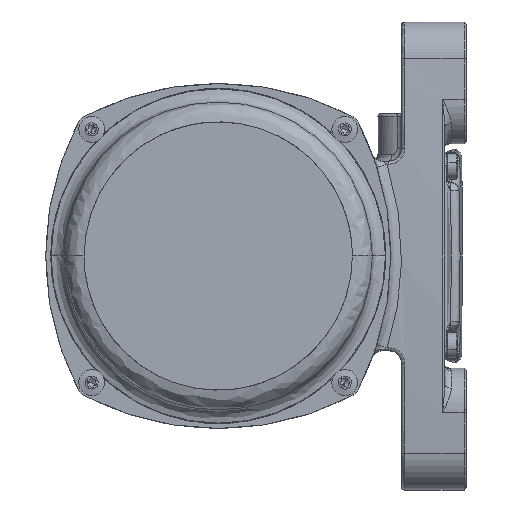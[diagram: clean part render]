
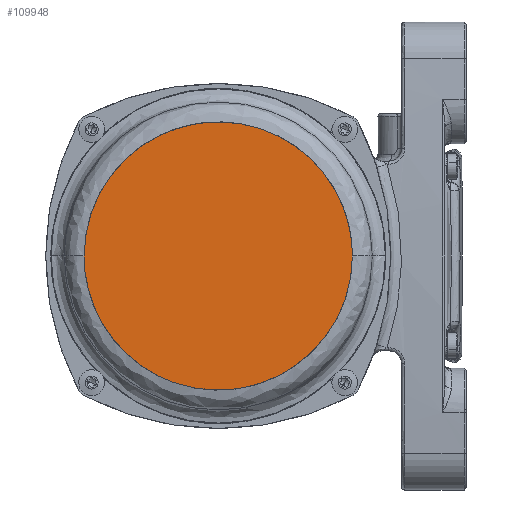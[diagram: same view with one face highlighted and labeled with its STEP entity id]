
A CAD part, left-side view. The second image highlights one B-rep face of the part: STEP entity #109948.
In plain terms, the highlighted planar face has unit normal (-1, 0, 0).
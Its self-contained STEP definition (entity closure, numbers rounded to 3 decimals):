
#16585 = CARTESIAN_POINT ( 'NONE',  ( -170., 52.8, 0. ) ) ;
#17260 = VERTEX_POINT ( 'NONE', #18033 ) ;
#18033 = CARTESIAN_POINT ( 'NONE',  ( -170., 177.2, 0. ) ) ;
#35624 = AXIS2_PLACEMENT_3D ( 'NONE', #114903, #39080, #93735 ) ;
#39080 = DIRECTION ( 'NONE',  ( -1., 0., 0. ) ) ;
#43193 = EDGE_CURVE ( 'NONE', #17260, #120944, #62402, .T. ) ;
#48687 = CARTESIAN_POINT ( 'NONE',  ( -170., 177.2, 0. ) ) ;
#50595 = CARTESIAN_POINT ( 'NONE',  ( -170., 52.8, -124.4 ) ) ;
#62402 =( BOUNDED_CURVE ( )  B_SPLINE_CURVE ( 3, ( #62596, #85613, #117877, #108693 ),
 .UNSPECIFIED., .F., .F. ) 
 B_SPLINE_CURVE_WITH_KNOTS ( ( 4, 4 ),
 ( 0., 1. ),
 .UNSPECIFIED. ) 
 CURVE ( )  GEOMETRIC_REPRESENTATION_ITEM ( )  RATIONAL_B_SPLINE_CURVE ( ( 1., 0.333, 0.333, 1. ) ) 
 REPRESENTATION_ITEM ( '' )  );
#62596 = CARTESIAN_POINT ( 'NONE',  ( -170., 177.2, 0. ) ) ;
#76237 = ORIENTED_EDGE ( 'NONE', *, *, #134432, .F. ) ;
#81914 =( BOUNDED_CURVE ( )  B_SPLINE_CURVE ( 3, ( #16585, #50595, #114520, #48687 ),
 .UNSPECIFIED., .F., .F. ) 
 B_SPLINE_CURVE_WITH_KNOTS ( ( 4, 4 ),
 ( 0., 1. ),
 .UNSPECIFIED. ) 
 CURVE ( )  GEOMETRIC_REPRESENTATION_ITEM ( )  RATIONAL_B_SPLINE_CURVE ( ( 1., 0.333, 0.333, 1. ) ) 
 REPRESENTATION_ITEM ( '' )  );
#85613 = CARTESIAN_POINT ( 'NONE',  ( -170., 177.2, 124.4 ) ) ;
#90994 = EDGE_LOOP ( 'NONE', ( #95180, #76237 ) ) ;
#93735 = DIRECTION ( 'NONE',  ( 0., -1., 0. ) ) ;
#95180 = ORIENTED_EDGE ( 'NONE', *, *, #43193, .F. ) ;
#98160 = FACE_OUTER_BOUND ( 'NONE', #90994, .T. ) ;
#108693 = CARTESIAN_POINT ( 'NONE',  ( -170., 52.8, 0. ) ) ;
#109948 = ADVANCED_FACE ( 'NONE', ( #98160 ), #137388, .T. ) ;
#114520 = CARTESIAN_POINT ( 'NONE',  ( -170., 177.2, -124.4 ) ) ;
#114903 = CARTESIAN_POINT ( 'NONE',  ( -170., 43.6, 0. ) ) ;
#117133 = CARTESIAN_POINT ( 'NONE',  ( -170., 52.8, 0. ) ) ;
#117877 = CARTESIAN_POINT ( 'NONE',  ( -170., 52.8, 124.4 ) ) ;
#120944 = VERTEX_POINT ( 'NONE', #117133 ) ;
#134432 = EDGE_CURVE ( 'NONE', #120944, #17260, #81914, .T. ) ;
#137388 = PLANE ( 'NONE',  #35624 ) ;
